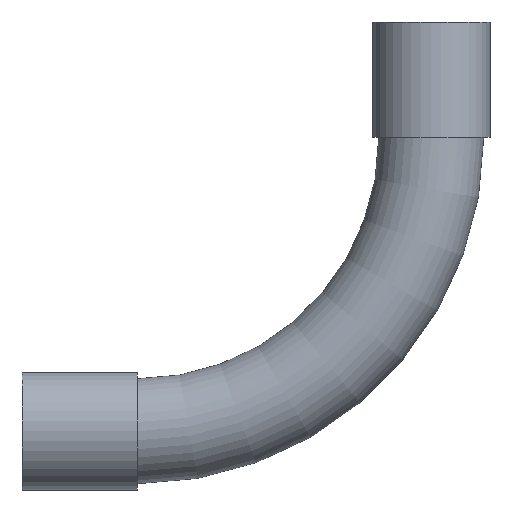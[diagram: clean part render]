
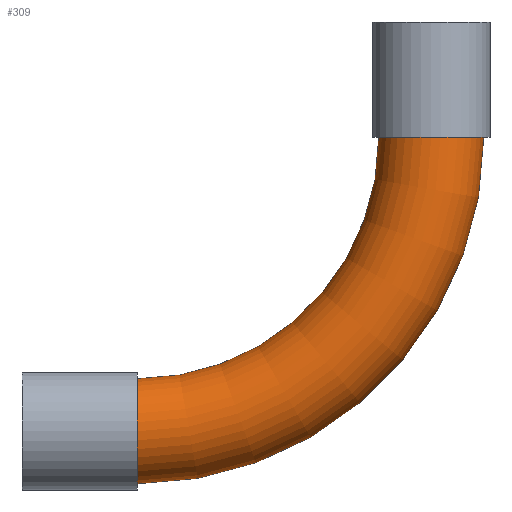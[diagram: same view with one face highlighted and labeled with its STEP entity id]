
A CAD part, front view. The second image highlights one B-rep face of the part: STEP entity #309.
In plain terms, the highlighted toroidal (fillet/blend) face has major radius 70 mm and minor radius 12.5 mm.
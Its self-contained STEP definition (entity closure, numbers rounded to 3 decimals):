
#22 = CIRCLE ( 'NONE', #53, 12.5 ) ;
#36 = AXIS2_PLACEMENT_3D ( 'NONE', #356, #38, #394 ) ;
#38 = DIRECTION ( 'NONE',  ( 0., -1., 0. ) ) ;
#42 = DIRECTION ( 'NONE',  ( 0., -1., 0. ) ) ;
#53 = AXIS2_PLACEMENT_3D ( 'NONE', #111, #631, #573 ) ;
#56 = CARTESIAN_POINT ( 'NONE',  ( 70., 0., 0. ) ) ;
#68 = AXIS2_PLACEMENT_3D ( 'NONE', #56, #346, #509 ) ;
#83 = AXIS2_PLACEMENT_3D ( 'NONE', #259, #42, #577 ) ;
#96 = EDGE_CURVE ( 'NONE', #510, #313, #560, .T. ) ;
#100 = CARTESIAN_POINT ( 'NONE',  ( 82.5, 0., 0. ) ) ;
#108 = EDGE_CURVE ( 'NONE', #440, #313, #547, .T. ) ;
#111 = CARTESIAN_POINT ( 'NONE',  ( 0., 0., -70. ) ) ;
#116 = EDGE_CURVE ( 'NONE', #510, #595, #22, .T. ) ;
#123 = EDGE_CURVE ( 'NONE', #595, #440, #297, .T. ) ;
#247 = ORIENTED_EDGE ( 'NONE', *, *, #108, .F. ) ;
#258 = FACE_OUTER_BOUND ( 'NONE', #383, .T. ) ;
#259 = CARTESIAN_POINT ( 'NONE',  ( 0., 0., 0. ) ) ;
#297 = CIRCLE ( 'NONE', #36, 57.5 ) ;
#309 = ADVANCED_FACE ( 'NONE', ( #258 ), #618, .T. ) ;
#313 = VERTEX_POINT ( 'NONE', #100 ) ;
#346 = DIRECTION ( 'NONE',  ( 0., 0., 1. ) ) ;
#356 = CARTESIAN_POINT ( 'NONE',  ( 0., 0., 0. ) ) ;
#364 = DIRECTION ( 'NONE',  ( 0., 0., -1. ) ) ;
#377 = AXIS2_PLACEMENT_3D ( 'NONE', #471, #381, #364 ) ;
#381 = DIRECTION ( 'NONE',  ( 0., -1., 0. ) ) ;
#383 = EDGE_LOOP ( 'NONE', ( #543, #414, #247, #391 ) ) ;
#391 = ORIENTED_EDGE ( 'NONE', *, *, #123, .F. ) ;
#394 = DIRECTION ( 'NONE',  ( 0., 0., -1. ) ) ;
#414 = ORIENTED_EDGE ( 'NONE', *, *, #96, .T. ) ;
#440 = VERTEX_POINT ( 'NONE', #588 ) ;
#471 = CARTESIAN_POINT ( 'NONE',  ( 0., 0., 0. ) ) ;
#509 = DIRECTION ( 'NONE',  ( 1., 0., 0. ) ) ;
#510 = VERTEX_POINT ( 'NONE', #540 ) ;
#537 = CARTESIAN_POINT ( 'NONE',  ( 0., 0., -57.5 ) ) ;
#540 = CARTESIAN_POINT ( 'NONE',  ( 0., 0., -82.5 ) ) ;
#543 = ORIENTED_EDGE ( 'NONE', *, *, #116, .F. ) ;
#547 = CIRCLE ( 'NONE', #68, 12.5 ) ;
#560 = CIRCLE ( 'NONE', #83, 82.5 ) ;
#573 = DIRECTION ( 'NONE',  ( 0., 0., -1. ) ) ;
#577 = DIRECTION ( 'NONE',  ( 0., 0., -1. ) ) ;
#588 = CARTESIAN_POINT ( 'NONE',  ( 57.5, 0., 0. ) ) ;
#595 = VERTEX_POINT ( 'NONE', #537 ) ;
#618 = TOROIDAL_SURFACE ( 'NONE', #377, 70., 12.5 ) ;
#631 = DIRECTION ( 'NONE',  ( -1., 0., 0. ) ) ;
